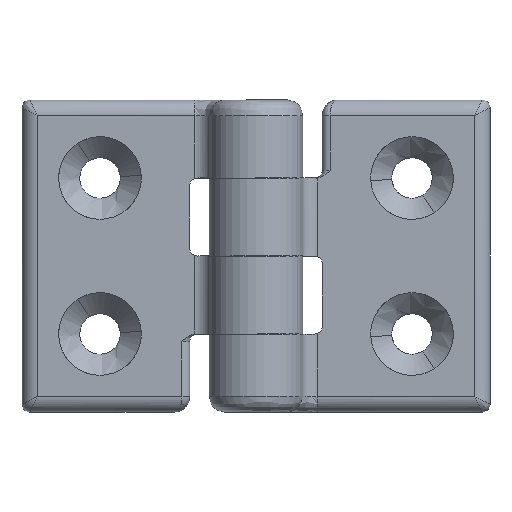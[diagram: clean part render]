
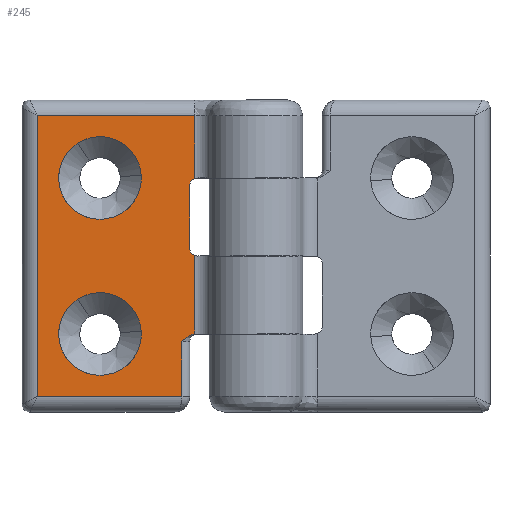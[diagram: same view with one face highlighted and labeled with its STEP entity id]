
A CAD part, front view. The second image highlights one B-rep face of the part: STEP entity #245.
In plain terms, the highlighted planar face has unit normal (0, -1, 0).
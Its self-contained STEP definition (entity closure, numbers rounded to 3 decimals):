
#245=ADVANCED_FACE('',(#1053,#1054,#1055),#1052,.T.);
#1052=PLANE('',#1882);
#1053=FACE_OUTER_BOUND('',#1883,.T.);
#1054=FACE_BOUND('',#1884,.T.);
#1055=FACE_BOUND('',#1885,.T.);
#1879=CARTESIAN_POINT('',(5.844,0.5,41.6));
#1880=DIRECTION('',(0.,-1.,0.));
#1881=DIRECTION('',(0.,0.,-1.));
#1882=AXIS2_PLACEMENT_3D('',#1879,#1880,#1881);
#1883=EDGE_LOOP('',(#2388,#2389,#2390,#2391,#2392,#2393,#2394,#2395,#2396,#2397));
#1884=EDGE_LOOP('',(#2398,#2399,#2400));
#1885=EDGE_LOOP('',(#2401,#2402,#2403));
#2388=ORIENTED_EDGE('',*,*,#2768,.T.);
#2389=ORIENTED_EDGE('',*,*,#2724,.T.);
#2390=ORIENTED_EDGE('',*,*,#2729,.T.);
#2391=ORIENTED_EDGE('',*,*,#2734,.T.);
#2392=ORIENTED_EDGE('',*,*,#2765,.T.);
#2393=ORIENTED_EDGE('',*,*,#2757,.T.);
#2394=ORIENTED_EDGE('',*,*,#2773,.T.);
#2395=ORIENTED_EDGE('',*,*,#2751,.T.);
#2396=ORIENTED_EDGE('',*,*,#2779,.F.);
#2397=ORIENTED_EDGE('',*,*,#2752,.T.);
#2398=ORIENTED_EDGE('',*,*,#2794,.T.);
#2399=ORIENTED_EDGE('',*,*,#2795,.T.);
#2400=ORIENTED_EDGE('',*,*,#2796,.T.);
#2401=ORIENTED_EDGE('',*,*,#2797,.T.);
#2402=ORIENTED_EDGE('',*,*,#2798,.T.);
#2403=ORIENTED_EDGE('',*,*,#2799,.T.);
#2724=EDGE_CURVE('',#3849,#3876,#3883,.T.);
#2729=EDGE_CURVE('',#3876,#3909,#3916,.T.);
#2734=EDGE_CURVE('',#3909,#3942,#3949,.T.);
#2751=EDGE_CURVE('',#4035,#4056,#4063,.T.);
#2752=EDGE_CURVE('',#4069,#4070,#4071,.T.);
#2757=EDGE_CURVE('',#4104,#4105,#4106,.T.);
#2765=EDGE_CURVE('',#3942,#4104,#4159,.T.);
#2768=EDGE_CURVE('',#4070,#3849,#4178,.T.);
#2773=EDGE_CURVE('',#4105,#4035,#4210,.T.);
#2779=EDGE_CURVE('',#4069,#4056,#4248,.T.);
#2794=EDGE_CURVE('',#4346,#4347,#4348,.T.);
#2795=EDGE_CURVE('',#4347,#4354,#4355,.T.);
#2796=EDGE_CURVE('',#4354,#4346,#4361,.T.);
#2797=EDGE_CURVE('',#4367,#4368,#4369,.T.);
#2798=EDGE_CURVE('',#4368,#4375,#4376,.T.);
#2799=EDGE_CURVE('',#4375,#4367,#4382,.T.);
#3849=VERTEX_POINT('',#5220);
#3876=VERTEX_POINT('',#5239);
#3883=LINE('',#5243,#5244);
#3909=VERTEX_POINT('',#5258);
#3916=LINE('',#5264,#5265);
#3942=VERTEX_POINT('',#5279);
#3949=LINE('',#5285,#5286);
#4035=VERTEX_POINT('',#5338);
#4056=VERTEX_POINT('',#5356);
#4063=CIRCLE('',#5363,1.);
#4069=VERTEX_POINT('',#5364);
#4070=VERTEX_POINT('',#5365);
#4071=CIRCLE('',#5369,1.);
#4104=VERTEX_POINT('',#5391);
#4105=VERTEX_POINT('',#5392);
#4106=(BOUNDED_CURVE() B_SPLINE_CURVE(3,(#5393,#5394,#5395,#5396,#5397,#5398,#5399,#5400,#5401,#5402,#5403,#5404,#5405,#5406,#5407,#5408,#5409),.UNSPECIFIED.,.F.,.F.) B_SPLINE_CURVE_WITH_KNOTS((4,2,1,2,2,2,2,2,4),(0.,0.063,0.125,0.25,0.5,0.625,0.75,0.875,1.),.UNSPECIFIED.) CURVE() GEOMETRIC_REPRESENTATION_ITEM() RATIONAL_B_SPLINE_CURVE((1.,1.,1.,1.,1.,1.,1.,1.,1.,1.,1.,1.,1.,1.,1.,1.,1.)) REPRESENTATION_ITEM('') );
#4159=LINE('',#5441,#5442);
#4178=LINE('',#5451,#5452);
#4210=LINE('',#5471,#5472);
#4248=LINE('',#5492,#5493);
#4346=VERTEX_POINT('',#5551);
#4347=VERTEX_POINT('',#5552);
#4348=CIRCLE('',#5556,5.3);
#4354=VERTEX_POINT('',#5557);
#4355=CIRCLE('',#5561,5.3);
#4361=CIRCLE('',#5565,5.3);
#4367=VERTEX_POINT('',#5566);
#4368=VERTEX_POINT('',#5567);
#4369=CIRCLE('',#5571,5.3);
#4375=VERTEX_POINT('',#5572);
#4376=CIRCLE('',#5576,5.3);
#4382=CIRCLE('',#5580,5.3);
#5220=CARTESIAN_POINT('',(7.858,0.5,2.));
#5239=CARTESIAN_POINT('',(28.,0.5,2.));
#5243=CARTESIAN_POINT('',(7.858,0.5,2.));
#5244=VECTOR('',#5245,20.142);
#5245=DIRECTION('',(1.,0.,0.));
#5258=CARTESIAN_POINT('',(28.,0.5,38.));
#5264=CARTESIAN_POINT('',(28.,0.5,2.));
#5265=VECTOR('',#5266,36.);
#5266=DIRECTION('',(0.,0.,1.));
#5279=CARTESIAN_POINT('',(9.5,0.5,38.));
#5285=CARTESIAN_POINT('',(28.,0.5,38.));
#5286=VECTOR('',#5287,18.5);
#5287=DIRECTION('',(-1.,0.,0.));
#5338=CARTESIAN_POINT('',(7.858,0.5,19.934));
#5356=CARTESIAN_POINT('',(8.5,0.5,19.));
#5360=CARTESIAN_POINT('',(7.5,0.5,19.));
#5361=DIRECTION('',(0.,1.,0.));
#5362=DIRECTION('',(-0.358,0.,-0.934));
#5363=AXIS2_PLACEMENT_3D('',#5360,#5361,#5362);
#5364=CARTESIAN_POINT('',(8.5,0.5,11.));
#5365=CARTESIAN_POINT('',(7.858,0.5,10.066));
#5366=CARTESIAN_POINT('',(7.5,0.5,11.));
#5367=DIRECTION('',(0.,1.,0.));
#5368=DIRECTION('',(-1.,0.,0.));
#5369=AXIS2_PLACEMENT_3D('',#5366,#5367,#5368);
#5391=CARTESIAN_POINT('',(9.5,0.5,31.));
#5392=CARTESIAN_POINT('',(7.858,0.5,30.003));
#5393=CARTESIAN_POINT('',(9.5,0.5,31.));
#5394=CARTESIAN_POINT('',(9.471,0.5,30.971));
#5395=CARTESIAN_POINT('',(9.442,0.5,30.942));
#5396=CARTESIAN_POINT('',(9.384,0.5,30.884));
#5397=CARTESIAN_POINT('',(9.296,0.5,30.798));
#5398=CARTESIAN_POINT('',(9.207,0.5,30.713));
#5399=CARTESIAN_POINT('',(9.026,0.5,30.547));
#5400=CARTESIAN_POINT('',(8.899,0.5,30.441));
#5401=CARTESIAN_POINT('',(8.698,0.5,30.302));
#5402=CARTESIAN_POINT('',(8.629,0.5,30.259));
#5403=CARTESIAN_POINT('',(8.486,0.5,30.181));
#5404=CARTESIAN_POINT('',(8.412,0.5,30.145));
#5405=CARTESIAN_POINT('',(8.258,0.5,30.084));
#5406=CARTESIAN_POINT('',(8.181,0.5,30.059));
#5407=CARTESIAN_POINT('',(8.022,0.5,30.021));
#5408=CARTESIAN_POINT('',(7.941,0.5,30.009));
#5409=CARTESIAN_POINT('',(7.858,0.5,30.003));
#5441=CARTESIAN_POINT('',(9.5,0.5,38.));
#5442=VECTOR('',#5443,7.);
#5443=DIRECTION('',(0.,0.,-1.));
#5451=CARTESIAN_POINT('',(7.858,0.5,10.066));
#5452=VECTOR('',#5453,8.066);
#5453=DIRECTION('',(0.,0.,-1.));
#5471=CARTESIAN_POINT('',(7.858,0.5,30.003));
#5472=VECTOR('',#5473,10.069);
#5473=DIRECTION('',(0.,0.,-1.));
#5492=CARTESIAN_POINT('',(8.5,0.5,11.));
#5493=VECTOR('',#5494,8.);
#5494=DIRECTION('',(0.,0.,1.));
#5551=CARTESIAN_POINT('',(20.,0.5,15.3));
#5552=CARTESIAN_POINT('',(25.29,0.5,10.324));
#5553=CARTESIAN_POINT('',(20.,0.5,10.));
#5554=DIRECTION('',(0.,1.,0.));
#5555=DIRECTION('',(0.,0.,1.));
#5556=AXIS2_PLACEMENT_3D('',#5553,#5554,#5555);
#5557=CARTESIAN_POINT('',(14.71,0.5,9.676));
#5558=CARTESIAN_POINT('',(20.,0.5,10.));
#5559=DIRECTION('',(0.,1.,0.));
#5560=DIRECTION('',(0.,0.,1.));
#5561=AXIS2_PLACEMENT_3D('',#5558,#5559,#5560);
#5562=CARTESIAN_POINT('',(20.,0.5,10.));
#5563=DIRECTION('',(0.,1.,0.));
#5564=DIRECTION('',(0.,0.,1.));
#5565=AXIS2_PLACEMENT_3D('',#5562,#5563,#5564);
#5566=CARTESIAN_POINT('',(20.,0.5,35.3));
#5567=CARTESIAN_POINT('',(25.29,0.5,30.324));
#5568=CARTESIAN_POINT('',(20.,0.5,30.));
#5569=DIRECTION('',(0.,1.,0.));
#5570=DIRECTION('',(0.,0.,1.));
#5571=AXIS2_PLACEMENT_3D('',#5568,#5569,#5570);
#5572=CARTESIAN_POINT('',(14.71,0.5,29.676));
#5573=CARTESIAN_POINT('',(20.,0.5,30.));
#5574=DIRECTION('',(0.,1.,0.));
#5575=DIRECTION('',(0.,0.,1.));
#5576=AXIS2_PLACEMENT_3D('',#5573,#5574,#5575);
#5577=CARTESIAN_POINT('',(20.,0.5,30.));
#5578=DIRECTION('',(0.,1.,0.));
#5579=DIRECTION('',(0.,0.,1.));
#5580=AXIS2_PLACEMENT_3D('',#5577,#5578,#5579);
